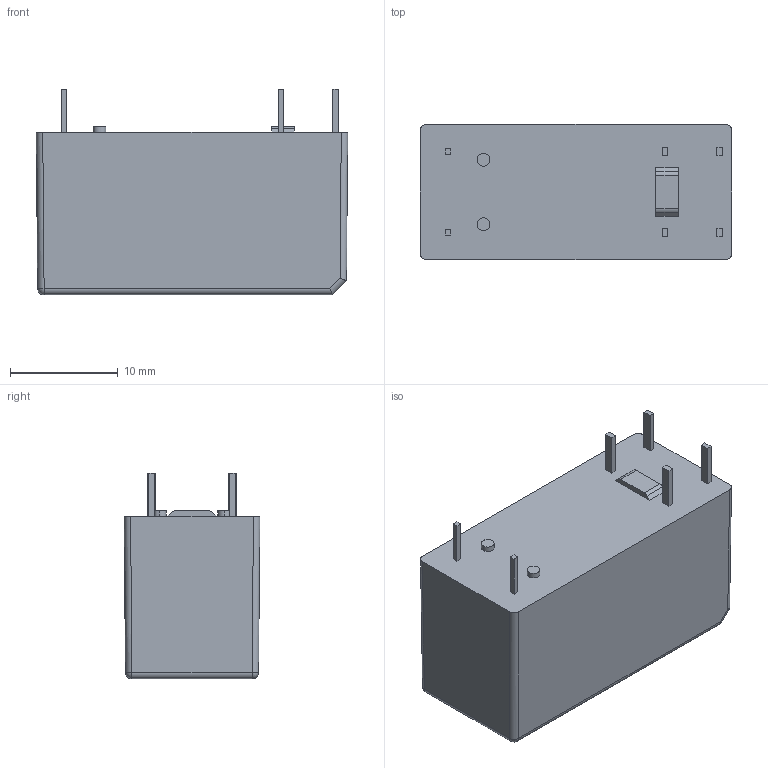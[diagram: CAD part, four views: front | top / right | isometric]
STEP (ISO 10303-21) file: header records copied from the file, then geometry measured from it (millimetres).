
FILE_DESCRIPTION((''),'2;1');
FILE_NAME('C-4-1415899-7','2018-08-13T',('workeradm'),('TE Connectivity Ltd.'),'CREO PARAMETRIC BY PTC INC, 2016050','CREO PARAMETRIC BY PTC INC, 2016050','');
FILE_SCHEMA(('AUTOMOTIVE_DESIGN { 1 0 10303 214 1 1 1 1 }'));
Length unit declared in the file: millimetre
Products named in the file (1): C-4-1415899-7
Bounding box: 28.9 x 12.6 x 19.09 mm (x, y, z)
Volume: 5409.7 mm3; surface area: 1984.5 mm2
Topology: 1 solids, 1 shells, 61 faces, 144 edges, 94 vertices
Faces by surface type: plane 44, cylinder 15, sphere 2
Entity records: 1833 total; most frequent: CARTESIAN_POINT 386, ORIENTED_EDGE 288, DIRECTION 272, EDGE_CURVE 144, VECTOR 114, LINE 114, VERTEX_POINT 94, AXIS2_PLACEMENT_3D 79
